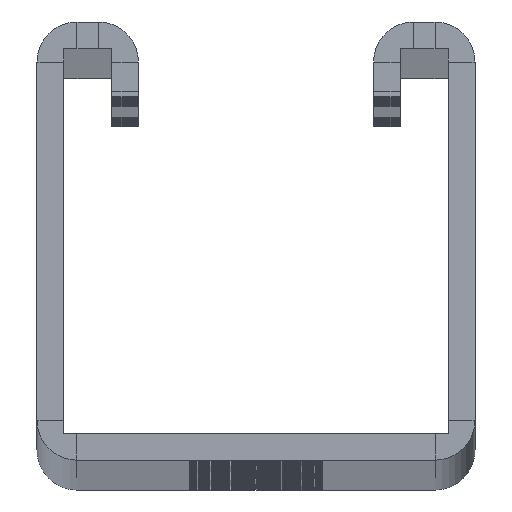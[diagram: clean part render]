
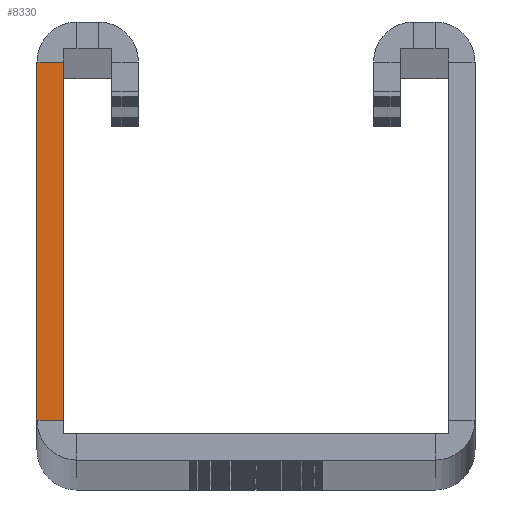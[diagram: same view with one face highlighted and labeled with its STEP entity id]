
A CAD part, top view. The second image highlights one B-rep face of the part: STEP entity #8330.
In plain terms, the highlighted planar face has unit normal (0, 0, 1).
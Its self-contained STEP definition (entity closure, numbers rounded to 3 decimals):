
#3446 = CARTESIAN_POINT ( 'NONE',  ( -18., 3.75, 0. ) ) ;
#4149 = EDGE_CURVE ( 'NONE', #13785, #4393, #63074, .T. ) ;
#4393 = VERTEX_POINT ( 'NONE', #54604 ) ;
#4921 = LINE ( 'NONE', #59014, #10645 ) ;
#5641 = EDGE_CURVE ( 'NONE', #35952, #21610, #4921, .T. ) ;
#8330 = ADVANCED_FACE ( 'NONE', ( #58451 ), #27906, .T. ) ;
#10448 = ORIENTED_EDGE ( 'NONE', *, *, #20724, .F. ) ;
#10645 = VECTOR ( 'NONE', #53549, 1000. ) ;
#13785 = VERTEX_POINT ( 'NONE', #59063 ) ;
#15039 = EDGE_LOOP ( 'NONE', ( #10448, #31472, #44406, #39500 ) ) ;
#15604 = DIRECTION ( 'NONE',  ( -1., 0., 0. ) ) ;
#17170 = DIRECTION ( 'NONE',  ( 1., 0., 0. ) ) ;
#20724 = EDGE_CURVE ( 'NONE', #35952, #4393, #28961, .T. ) ;
#21386 = AXIS2_PLACEMENT_3D ( 'NONE', #21775, #64410, #17170 ) ;
#21610 = VERTEX_POINT ( 'NONE', #3446 ) ;
#21775 = CARTESIAN_POINT ( 'NONE',  ( -16.75, 2.5, 0. ) ) ;
#23098 = VECTOR ( 'NONE', #15604, 1000. ) ;
#24596 = LINE ( 'NONE', #28012, #62930 ) ;
#27906 = PLANE ( 'NONE',  #21386 ) ;
#28012 = CARTESIAN_POINT ( 'NONE',  ( -18., 0., 0. ) ) ;
#28961 = LINE ( 'NONE', #42531, #49431 ) ;
#31472 = ORIENTED_EDGE ( 'NONE', *, *, #5641, .T. ) ;
#31757 = DIRECTION ( 'NONE',  ( 0., 1., 0. ) ) ;
#35952 = VERTEX_POINT ( 'NONE', #54906 ) ;
#39500 = ORIENTED_EDGE ( 'NONE', *, *, #4149, .T. ) ;
#41225 = CARTESIAN_POINT ( 'NONE',  ( -18., 37.25, 0. ) ) ;
#42531 = CARTESIAN_POINT ( 'NONE',  ( -20.5, 0., 0. ) ) ;
#43593 = DIRECTION ( 'NONE',  ( 0., 1., 0. ) ) ;
#44406 = ORIENTED_EDGE ( 'NONE', *, *, #50430, .T. ) ;
#49431 = VECTOR ( 'NONE', #31757, 1000. ) ;
#50430 = EDGE_CURVE ( 'NONE', #21610, #13785, #24596, .T. ) ;
#53549 = DIRECTION ( 'NONE',  ( 1., 0., 0. ) ) ;
#54604 = CARTESIAN_POINT ( 'NONE',  ( -20.5, 37.25, 0. ) ) ;
#54906 = CARTESIAN_POINT ( 'NONE',  ( -20.5, 3.75, 0. ) ) ;
#58451 = FACE_OUTER_BOUND ( 'NONE', #15039, .T. ) ;
#59014 = CARTESIAN_POINT ( 'NONE',  ( -20.5, 3.75, 0. ) ) ;
#59063 = CARTESIAN_POINT ( 'NONE',  ( -18., 37.25, 0. ) ) ;
#62930 = VECTOR ( 'NONE', #43593, 1000. ) ;
#63074 = LINE ( 'NONE', #41225, #23098 ) ;
#64410 = DIRECTION ( 'NONE',  ( 0., 0., 1. ) ) ;
